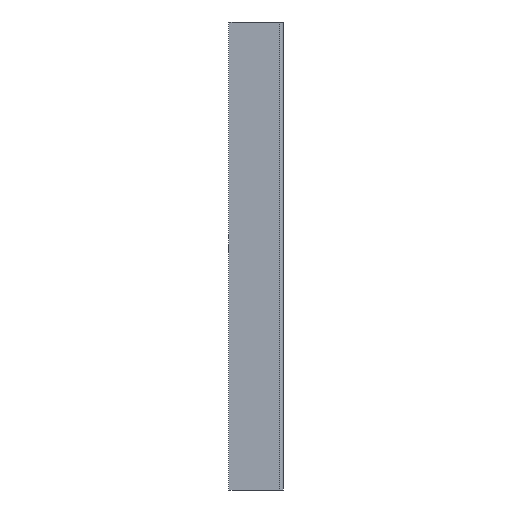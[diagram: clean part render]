
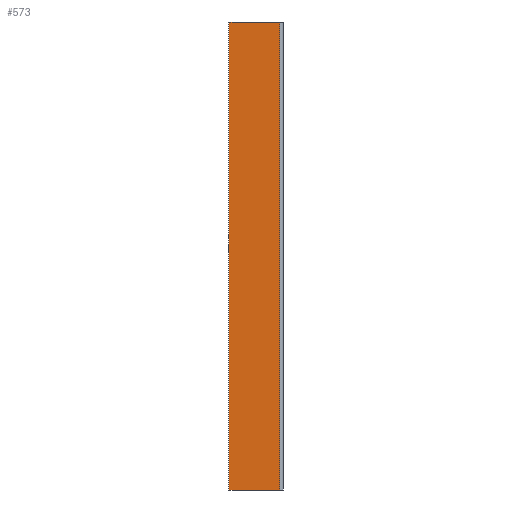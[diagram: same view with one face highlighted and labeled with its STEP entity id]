
A CAD part, left-side view. The second image highlights one B-rep face of the part: STEP entity #573.
In plain terms, the highlighted planar face has unit normal (-1, 0, 0).
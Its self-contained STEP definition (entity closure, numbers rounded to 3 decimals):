
#29 = VECTOR ( 'NONE', #1686, 1000. ) ;
#108 = VERTEX_POINT ( 'NONE', #1092 ) ;
#109 = EDGE_CURVE ( 'NONE', #1469, #1410, #221, .T. ) ;
#135 = FACE_OUTER_BOUND ( 'NONE', #497, .T. ) ;
#172 = LINE ( 'NONE', #1758, #820 ) ;
#185 = CARTESIAN_POINT ( 'NONE',  ( -99.4, 31.988, 450. ) ) ;
#221 = LINE ( 'NONE', #249, #29 ) ;
#249 = CARTESIAN_POINT ( 'NONE',  ( -99.4, -17.012, 450. ) ) ;
#339 = DIRECTION ( 'NONE',  ( 0., -1., 0. ) ) ;
#497 = EDGE_LOOP ( 'NONE', ( #1527, #529, #1819, #1415 ) ) ;
#529 = ORIENTED_EDGE ( 'NONE', *, *, #109, .F. ) ;
#557 = CARTESIAN_POINT ( 'NONE',  ( -99.4, 31.988, 450. ) ) ;
#573 = ADVANCED_FACE ( 'NONE', ( #135 ), #1441, .F. ) ;
#619 = LINE ( 'NONE', #1192, #1275 ) ;
#658 = EDGE_CURVE ( 'NONE', #108, #1410, #1141, .T. ) ;
#820 = VECTOR ( 'NONE', #339, 1000. ) ;
#975 = CARTESIAN_POINT ( 'NONE',  ( -99.4, -17.012, 0. ) ) ;
#982 = VERTEX_POINT ( 'NONE', #185 ) ;
#986 = EDGE_CURVE ( 'NONE', #982, #108, #619, .T. ) ;
#1000 = CARTESIAN_POINT ( 'NONE',  ( -99.4, 31.988, 0. ) ) ;
#1092 = CARTESIAN_POINT ( 'NONE',  ( -99.4, 31.988, 0. ) ) ;
#1113 = EDGE_CURVE ( 'NONE', #982, #1469, #172, .T. ) ;
#1141 = LINE ( 'NONE', #1000, #1489 ) ;
#1192 = CARTESIAN_POINT ( 'NONE',  ( -99.4, 31.988, 450. ) ) ;
#1275 = VECTOR ( 'NONE', #1771, 1000. ) ;
#1410 = VERTEX_POINT ( 'NONE', #975 ) ;
#1415 = ORIENTED_EDGE ( 'NONE', *, *, #986, .T. ) ;
#1441 = PLANE ( 'NONE',  #1760 ) ;
#1469 = VERTEX_POINT ( 'NONE', #1577 ) ;
#1489 = VECTOR ( 'NONE', #1755, 1000. ) ;
#1527 = ORIENTED_EDGE ( 'NONE', *, *, #658, .T. ) ;
#1577 = CARTESIAN_POINT ( 'NONE',  ( -99.4, -17.012, 450. ) ) ;
#1686 = DIRECTION ( 'NONE',  ( 0., 0., -1. ) ) ;
#1743 = DIRECTION ( 'NONE',  ( 0., 0., -1. ) ) ;
#1755 = DIRECTION ( 'NONE',  ( 0., -1., 0. ) ) ;
#1758 = CARTESIAN_POINT ( 'NONE',  ( -99.4, 31.988, 450. ) ) ;
#1760 = AXIS2_PLACEMENT_3D ( 'NONE', #557, #1857, #1743 ) ;
#1771 = DIRECTION ( 'NONE',  ( 0., 0., -1. ) ) ;
#1819 = ORIENTED_EDGE ( 'NONE', *, *, #1113, .F. ) ;
#1857 = DIRECTION ( 'NONE',  ( 1., 0., 0. ) ) ;
